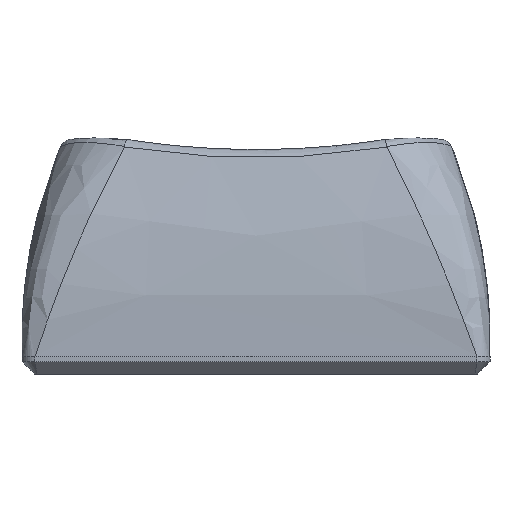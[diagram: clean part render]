
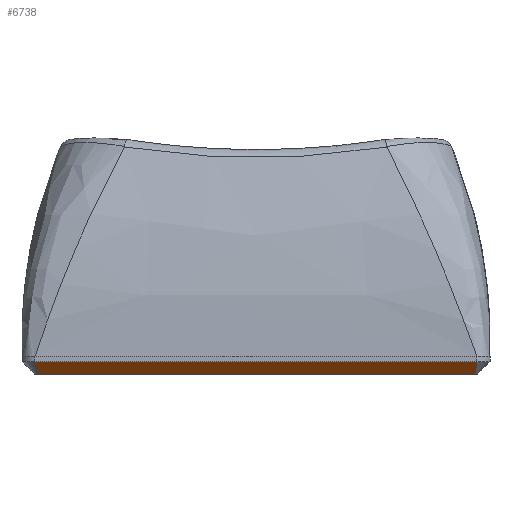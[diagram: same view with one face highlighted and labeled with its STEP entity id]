
A CAD part, front view. The second image highlights one B-rep face of the part: STEP entity #6738.
In plain terms, the highlighted planar face has unit normal (0, -0.707, -0.707).
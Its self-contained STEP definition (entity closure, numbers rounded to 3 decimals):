
#720 = PLANE('',#721);
#721 = AXIS2_PLACEMENT_3D('',#722,#723,#724);
#722 = CARTESIAN_POINT('',(-8.5,-9.,0.672));
#723 = DIRECTION('',(0.,-1.,0.));
#724 = DIRECTION('',(1.,0.,0.));
#1973 = VERTEX_POINT('',#1974);
#1974 = CARTESIAN_POINT('',(-8.5,-9.,0.48));
#2000 = EDGE_CURVE('',#1973,#2001,#2003,.T.);
#2001 = VERTEX_POINT('',#2002);
#2002 = CARTESIAN_POINT('',(8.5,-9.,0.48));
#2003 = SURFACE_CURVE('',#2004,(#2008,#2015),.PCURVE_S1.);
#2004 = LINE('',#2005,#2006);
#2005 = CARTESIAN_POINT('',(-8.5,-9.,0.48));
#2006 = VECTOR('',#2007,1.);
#2007 = DIRECTION('',(1.,0.,0.));
#2008 = PCURVE('',#720,#2009);
#2009 = DEFINITIONAL_REPRESENTATION('',(#2010),#2014);
#2010 = LINE('',#2011,#2012);
#2011 = CARTESIAN_POINT('',(0.,-0.192));
#2012 = VECTOR('',#2013,1.);
#2013 = DIRECTION('',(1.,0.));
#2014 = ( GEOMETRIC_REPRESENTATION_CONTEXT(2) 
PARAMETRIC_REPRESENTATION_CONTEXT() REPRESENTATION_CONTEXT('2D SPACE',''
  ) );
#2015 = PCURVE('',#2016,#2021);
#2016 = PLANE('',#2017);
#2017 = AXIS2_PLACEMENT_3D('',#2018,#2019,#2020);
#2018 = CARTESIAN_POINT('',(-8.5,-8.76,0.24));
#2019 = DIRECTION('',(0.,0.707,0.707)
  );
#2020 = DIRECTION('',(1.,0.,0.));
#2021 = DEFINITIONAL_REPRESENTATION('',(#2022),#2026);
#2022 = LINE('',#2023,#2024);
#2023 = CARTESIAN_POINT('',(0.,-0.339));
#2024 = VECTOR('',#2025,1.);
#2025 = DIRECTION('',(1.,0.));
#2026 = ( GEOMETRIC_REPRESENTATION_CONTEXT(2) 
PARAMETRIC_REPRESENTATION_CONTEXT() REPRESENTATION_CONTEXT('2D SPACE',''
  ) );
#3188 = CONICAL_SURFACE('',#3189,0.7,0.785);
#3189 = AXIS2_PLACEMENT_3D('',#3190,#3191,#3192);
#3190 = CARTESIAN_POINT('',(8.323,-8.323,0.48));
#3191 = DIRECTION('',(-0.,-0.,1.));
#3192 = DIRECTION('',(0.967,-0.253,0.));
#6738 = ADVANCED_FACE('',(#6739),#2016,.F.);
#6739 = FACE_BOUND('',#6740,.F.);
#6740 = EDGE_LOOP('',(#6741,#6776,#6777,#6807));
#6741 = ORIENTED_EDGE('',*,*,#6742,.F.);
#6742 = EDGE_CURVE('',#1973,#6743,#6745,.T.);
#6743 = VERTEX_POINT('',#6744);
#6744 = CARTESIAN_POINT('',(-8.42,-8.52,0.));
#6745 = SURFACE_CURVE('',#6746,(#6751,#6758),.PCURVE_S1.);
#6746 = PARABOLA('',#6747,0.008);
#6747 = AXIS2_PLACEMENT_3D('',#6748,#6749,#6750);
#6748 = CARTESIAN_POINT('',(-8.323,-8.311,
    -0.209));
#6749 = DIRECTION('',(0.,0.707,0.707)
  );
#6750 = DIRECTION('',(0.,-0.707,0.707)
  );
#6751 = PCURVE('',#2016,#6752);
#6752 = DEFINITIONAL_REPRESENTATION('',(#6753),#6757);
#6753 = B_SPLINE_CURVE_WITH_KNOTS('',2,(#6754,#6755,#6756),
  .UNSPECIFIED.,.F.,.F.,(3,3),(-0.177,-0.098),
  .PIECEWISE_BEZIER_KNOTS.);
#6754 = CARTESIAN_POINT('',(0.,-0.339));
#6755 = CARTESIAN_POINT('',(0.04,0.098));
#6756 = CARTESIAN_POINT('',(0.08,0.339));
#6757 = ( GEOMETRIC_REPRESENTATION_CONTEXT(2) 
PARAMETRIC_REPRESENTATION_CONTEXT() REPRESENTATION_CONTEXT('2D SPACE',''
  ) );
#6758 = PCURVE('',#6759,#6764);
#6759 = CONICAL_SURFACE('',#6760,0.7,0.785);
#6760 = AXIS2_PLACEMENT_3D('',#6761,#6762,#6763);
#6761 = CARTESIAN_POINT('',(-8.323,-8.323,0.48));
#6762 = DIRECTION('',(-0.,-0.,1.));
#6763 = DIRECTION('',(-0.253,-0.967,-0.));
#6764 = DEFINITIONAL_REPRESENTATION('',(#6765),#6775);
#6765 = B_SPLINE_CURVE_WITH_KNOTS('',8,(#6766,#6767,#6768,#6769,#6770,
    #6771,#6772,#6773,#6774),.UNSPECIFIED.,.F.,.F.,(9,9),(
    -0.177,-0.098),.PIECEWISE_BEZIER_KNOTS.);
#6766 = CARTESIAN_POINT('',(0.,0.));
#6767 = CARTESIAN_POINT('',(-0.014,-0.077));
#6768 = CARTESIAN_POINT('',(-0.03,-0.15));
#6769 = CARTESIAN_POINT('',(-0.048,-0.217));
#6770 = CARTESIAN_POINT('',(-0.069,-0.28));
#6771 = CARTESIAN_POINT('',(-0.094,-0.337));
#6772 = CARTESIAN_POINT('',(-0.123,-0.39));
#6773 = CARTESIAN_POINT('',(-0.158,-0.437));
#6774 = CARTESIAN_POINT('',(-0.203,-0.48));
#6775 = ( GEOMETRIC_REPRESENTATION_CONTEXT(2) 
PARAMETRIC_REPRESENTATION_CONTEXT() REPRESENTATION_CONTEXT('2D SPACE',''
  ) );
#6776 = ORIENTED_EDGE('',*,*,#2000,.T.);
#6777 = ORIENTED_EDGE('',*,*,#6778,.T.);
#6778 = EDGE_CURVE('',#2001,#6779,#6781,.T.);
#6779 = VERTEX_POINT('',#6780);
#6780 = CARTESIAN_POINT('',(8.42,-8.52,0.));
#6781 = SURFACE_CURVE('',#6782,(#6787,#6794),.PCURVE_S1.);
#6782 = PARABOLA('',#6783,0.008);
#6783 = AXIS2_PLACEMENT_3D('',#6784,#6785,#6786);
#6784 = CARTESIAN_POINT('',(8.323,-8.311,
    -0.209));
#6785 = DIRECTION('',(0.,-0.707,-0.707
    ));
#6786 = DIRECTION('',(0.,-0.707,0.707)
  );
#6787 = PCURVE('',#2016,#6788);
#6788 = DEFINITIONAL_REPRESENTATION('',(#6789),#6793);
#6789 = B_SPLINE_CURVE_WITH_KNOTS('',2,(#6790,#6791,#6792),
  .UNSPECIFIED.,.F.,.F.,(3,3),(-0.177,-0.098),
  .PIECEWISE_BEZIER_KNOTS.);
#6790 = CARTESIAN_POINT('',(17.,-0.339));
#6791 = CARTESIAN_POINT('',(16.96,0.098));
#6792 = CARTESIAN_POINT('',(16.92,0.339));
#6793 = ( GEOMETRIC_REPRESENTATION_CONTEXT(2) 
PARAMETRIC_REPRESENTATION_CONTEXT() REPRESENTATION_CONTEXT('2D SPACE',''
  ) );
#6794 = PCURVE('',#3188,#6795);
#6795 = DEFINITIONAL_REPRESENTATION('',(#6796),#6806);
#6796 = B_SPLINE_CURVE_WITH_KNOTS('',8,(#6797,#6798,#6799,#6800,#6801,
    #6802,#6803,#6804,#6805),.UNSPECIFIED.,.F.,.F.,(9,9),(
    -0.177,-0.098),.PIECEWISE_BEZIER_KNOTS.);
#6797 = CARTESIAN_POINT('',(-1.059,0.));
#6798 = CARTESIAN_POINT('',(-1.045,-0.077));
#6799 = CARTESIAN_POINT('',(-1.029,-0.15));
#6800 = CARTESIAN_POINT('',(-1.01,-0.217));
#6801 = CARTESIAN_POINT('',(-0.99,-0.28));
#6802 = CARTESIAN_POINT('',(-0.965,-0.337));
#6803 = CARTESIAN_POINT('',(-0.936,-0.39));
#6804 = CARTESIAN_POINT('',(-0.901,-0.437));
#6805 = CARTESIAN_POINT('',(-0.856,-0.48));
#6806 = ( GEOMETRIC_REPRESENTATION_CONTEXT(2) 
PARAMETRIC_REPRESENTATION_CONTEXT() REPRESENTATION_CONTEXT('2D SPACE',''
  ) );
#6807 = ORIENTED_EDGE('',*,*,#6808,.F.);
#6808 = EDGE_CURVE('',#6743,#6779,#6809,.T.);
#6809 = SURFACE_CURVE('',#6810,(#6814,#6821),.PCURVE_S1.);
#6810 = LINE('',#6811,#6812);
#6811 = CARTESIAN_POINT('',(-8.5,-8.52,0.));
#6812 = VECTOR('',#6813,1.);
#6813 = DIRECTION('',(1.,0.,0.));
#6814 = PCURVE('',#2016,#6815);
#6815 = DEFINITIONAL_REPRESENTATION('',(#6816),#6820);
#6816 = LINE('',#6817,#6818);
#6817 = CARTESIAN_POINT('',(0.,0.339));
#6818 = VECTOR('',#6819,1.);
#6819 = DIRECTION('',(1.,0.));
#6820 = ( GEOMETRIC_REPRESENTATION_CONTEXT(2) 
PARAMETRIC_REPRESENTATION_CONTEXT() REPRESENTATION_CONTEXT('2D SPACE',''
  ) );
#6821 = PCURVE('',#6822,#6827);
#6822 = PLANE('',#6823);
#6823 = AXIS2_PLACEMENT_3D('',#6824,#6825,#6826);
#6824 = CARTESIAN_POINT('',(8.5,9.,0.));
#6825 = DIRECTION('',(0.,0.,-1.));
#6826 = DIRECTION('',(-1.,0.,0.));
#6827 = DEFINITIONAL_REPRESENTATION('',(#6828),#6832);
#6828 = LINE('',#6829,#6830);
#6829 = CARTESIAN_POINT('',(17.,-17.52));
#6830 = VECTOR('',#6831,1.);
#6831 = DIRECTION('',(-1.,0.));
#6832 = ( GEOMETRIC_REPRESENTATION_CONTEXT(2) 
PARAMETRIC_REPRESENTATION_CONTEXT() REPRESENTATION_CONTEXT('2D SPACE',''
  ) );
